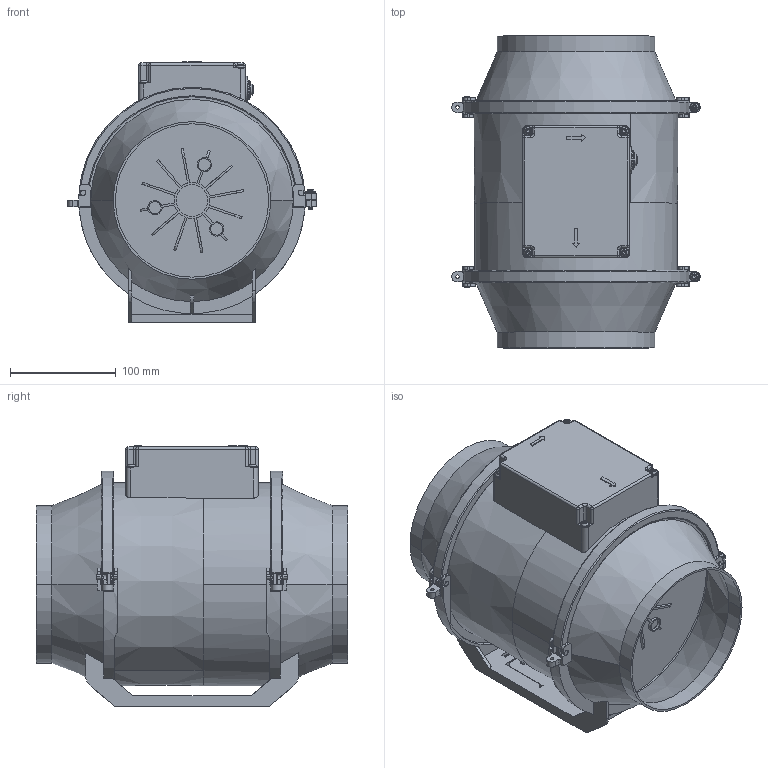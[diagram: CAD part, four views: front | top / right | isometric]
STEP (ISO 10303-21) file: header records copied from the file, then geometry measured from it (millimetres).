
FILE_DESCRIPTION(('Creo Elements/Direct Modeling STEP Export'),'2;1');
FILE_NAME('HDR15.stp','2019-07-03T 9:42:55',(''),(''),'PTC Creo Elements/Direct Modeling STEP processor for AP214 (Solid Model)','PTC Creo Elements/Direct Modeling 19.0C 15-Aug-2015 (C) Parametric Technology GmbH','');
FILE_SCHEMA(('AUTOMOTIVE_DESIGN { 1 0 10303 214 1 1 1 1 }'));
Length unit declared in the file: millimetre
Products named in the file (4): 0059_2036_0000_GEH_S_DUSE.PRT; 0159.0166.0000_PT_Schraube_40x16_WN_5451.1.1.1.1.1.1.1.1; Schrauben.1; HDR15
Assembly tree (8 placements, depth 3):
  HDR15
    Schrauben.1
      0159.0166.0000_PT_Schraube_40x16_WN_5451.1.1.1.1.1.1.1.1  x6
    0059_2036_0000_GEH_S_DUSE.PRT
Bounding box: 235 x 294.85 x 246 mm (x, y, z)
Volume: 5578863.7 mm3; surface area: 520780.1 mm2
Topology: 7 solids, 7 shells, 1961 faces, 5418 edges, 3464 vertices
Faces by surface type: plane 804, cylinder 651, bspline 150, extrusion 144, torus 112, cone 52, sphere 48
Entity records: 59074 total; most frequent: CARTESIAN_POINT 20349, ORIENTED_EDGE 6638, DIRECTION 5888, EDGE_CURVE 3319, VERTEX_POINT 2134, VECTOR 2030, LINE 2006, AXIS2_PLACEMENT_3D 1929
